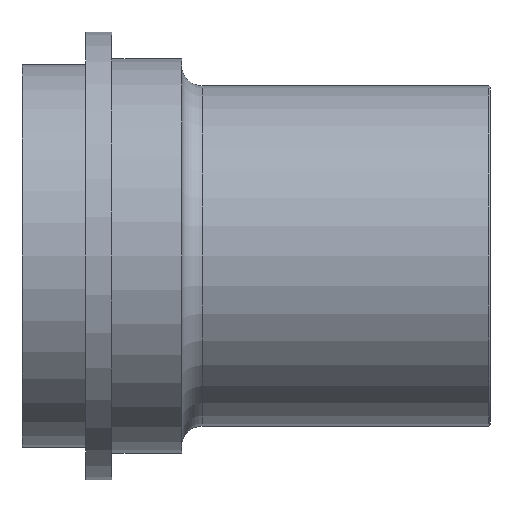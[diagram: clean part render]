
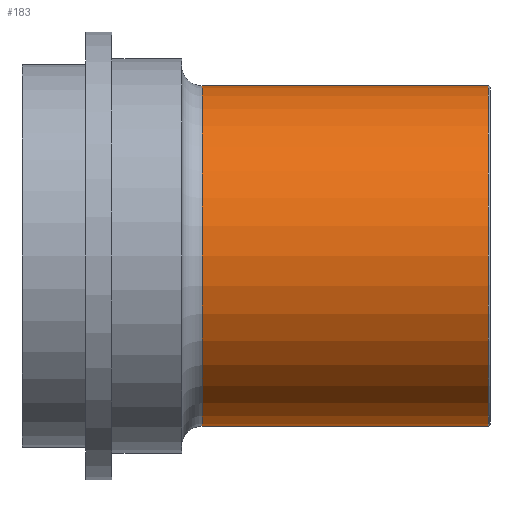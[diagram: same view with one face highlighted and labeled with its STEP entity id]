
A CAD part, front view. The second image highlights one B-rep face of the part: STEP entity #183.
In plain terms, the highlighted cylindrical face has radius 12.7 mm (diameter 25.4 mm), a full revolution.
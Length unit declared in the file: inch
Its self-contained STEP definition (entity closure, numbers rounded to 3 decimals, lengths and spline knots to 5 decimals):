
#15=LINE('',#333,#20);
#20=VECTOR('',#266,0.5);
#25=CYLINDRICAL_SURFACE('',#223,0.5);
#42=FACE_OUTER_BOUND('',#56,.T.);
#56=EDGE_LOOP('',(#137,#138,#139,#140,#141,#142));
#73=CIRCLE('',#219,0.5);
#74=CIRCLE('',#220,0.5);
#76=CIRCLE('',#224,0.5);
#77=CIRCLE('',#225,0.5);
#91=VERTEX_POINT('',#323);
#92=VERTEX_POINT('',#325);
#94=VERTEX_POINT('',#332);
#95=VERTEX_POINT('',#334);
#108=EDGE_CURVE('',#91,#92,#73,.T.);
#109=EDGE_CURVE('',#92,#91,#74,.T.);
#111=EDGE_CURVE('',#92,#94,#15,.T.);
#112=EDGE_CURVE('',#95,#94,#76,.T.);
#113=EDGE_CURVE('',#94,#95,#77,.T.);
#137=ORIENTED_EDGE('',*,*,#109,.F.);
#138=ORIENTED_EDGE('',*,*,#111,.T.);
#139=ORIENTED_EDGE('',*,*,#112,.F.);
#140=ORIENTED_EDGE('',*,*,#113,.F.);
#141=ORIENTED_EDGE('',*,*,#111,.F.);
#142=ORIENTED_EDGE('',*,*,#108,.F.);
#183=ADVANCED_FACE('',(#42),#25,.T.);
#219=AXIS2_PLACEMENT_3D('',#326,#256,#257);
#220=AXIS2_PLACEMENT_3D('',#327,#258,#259);
#223=AXIS2_PLACEMENT_3D('',#331,#264,#265);
#224=AXIS2_PLACEMENT_3D('',#335,#267,#268);
#225=AXIS2_PLACEMENT_3D('',#336,#269,#270);
#256=DIRECTION('center_axis',(1.,0.,0.));
#257=DIRECTION('ref_axis',(0.,-1.,0.));
#258=DIRECTION('center_axis',(1.,0.,0.));
#259=DIRECTION('ref_axis',(0.,-1.,0.));
#264=DIRECTION('center_axis',(1.,0.,0.));
#265=DIRECTION('ref_axis',(0.,1.,0.));
#266=DIRECTION('',(-1.,0.,0.));
#267=DIRECTION('center_axis',(-1.,0.,0.));
#268=DIRECTION('ref_axis',(0.,-1.,0.));
#269=DIRECTION('center_axis',(-1.,0.,0.));
#270=DIRECTION('ref_axis',(0.,-1.,0.));
#323=CARTESIAN_POINT('',(1.37,0.,0.5));
#325=CARTESIAN_POINT('',(1.37,-0.5,0.));
#326=CARTESIAN_POINT('Origin',(1.37,0.,0.));
#327=CARTESIAN_POINT('Origin',(1.37,0.,0.));
#331=CARTESIAN_POINT('Origin',(0.922,0.,0.));
#332=CARTESIAN_POINT('',(0.529,-0.5,0.));
#333=CARTESIAN_POINT('',(0.922,-0.5,0.));
#334=CARTESIAN_POINT('',(0.529,0.,0.5));
#335=CARTESIAN_POINT('Origin',(0.529,0.,0.));
#336=CARTESIAN_POINT('Origin',(0.529,0.,0.));
